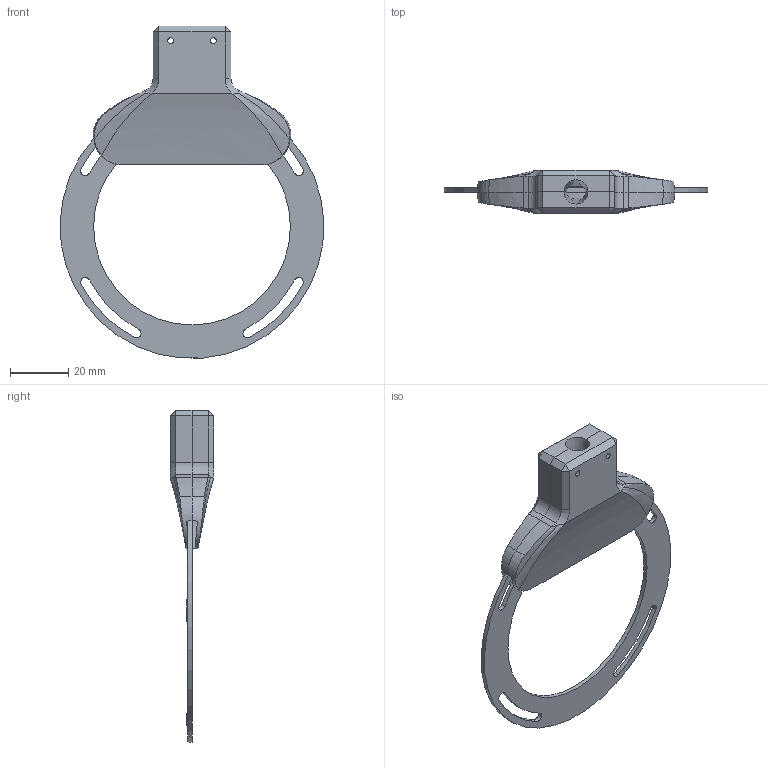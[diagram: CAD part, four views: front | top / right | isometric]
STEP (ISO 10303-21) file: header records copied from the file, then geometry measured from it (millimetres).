
FILE_DESCRIPTION(/* description */ (''),/* implementation_level */ '2;1');
FILE_NAME(/* name */ 'enclosure.step',/* time_stamp */ '2020-07-15T20:45:38-07:00',/* author */ (''),/* organization */ (''),/* preprocessor_version */ 'ST-DEVELOPER v18.1',/* originating_system */ 'Autodesk Translation Framework v9.3.0.1241',/* authorisation */ '');
FILE_SCHEMA (('AUTOMOTIVE_DESIGN { 1 0 10303 214 3 1 1 }'));
Length unit declared in the file: millimetre
Products named in the file (3): (Unsaved); MRI Class RF Lab v1; SolderMask
Assembly tree (2 placements, depth 3):
  (Unsaved)
    MRI Class RF Lab v1
      SolderMask
Bounding box: 90.4 x 15 x 113.87 mm (x, y, z)
Volume: 18470.9 mm3; surface area: 18362.8 mm2
Topology: 13 solids, 13 shells, 302 faces, 765 edges, 498 vertices
Faces by surface type: plane 205, cylinder 61, bspline 26, cone 10
Full cylindrical faces by diameter (mm): 2 x2, 3 x4, 67.5 x1
Entity records: 10167 total; most frequent: CARTESIAN_POINT 2907, ORIENTED_EDGE 1530, DIRECTION 1379, EDGE_CURVE 765, LINE 557, VECTOR 557, VERTEX_POINT 498, AXIS2_PLACEMENT_3D 411
